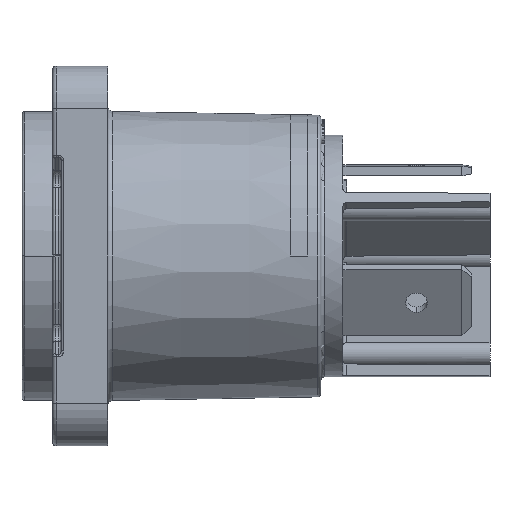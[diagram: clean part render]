
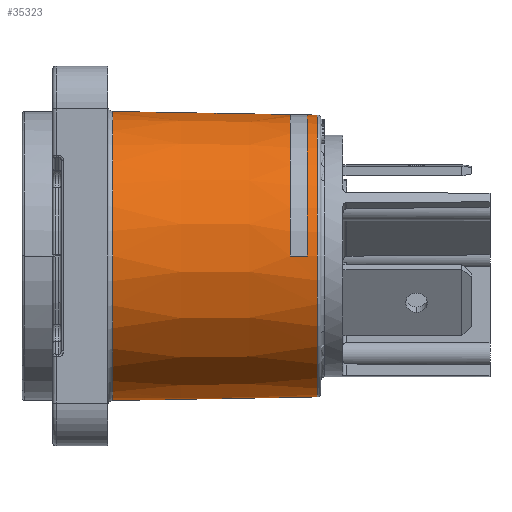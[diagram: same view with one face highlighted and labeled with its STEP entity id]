
A CAD part, left-side view. The second image highlights one B-rep face of the part: STEP entity #35323.
In plain terms, the highlighted conical face has half-angle 1 degrees and reference radius 11.647 mm.
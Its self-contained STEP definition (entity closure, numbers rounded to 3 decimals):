
#5986=CARTESIAN_POINT('',(0.,-17.105,0.));
#5987=DIRECTION('',(0.,1.,0.));
#5988=DIRECTION('',(0.,0.,-1.));
#5989=AXIS2_PLACEMENT_3D('',#5986,#5987,#5988);
#5991=CARTESIAN_POINT('',(0.,-14.9,0.));
#5992=DIRECTION('',(0.,1.,0.));
#5993=DIRECTION('',(1.,0.,0.));
#5994=AXIS2_PLACEMENT_3D('',#5991,#5992,#5993);
#5996=DIRECTION('',(0.,-1.,-0.017));
#5997=VECTOR('',#5996,14.509);
#5998=CARTESIAN_POINT('',(0.,-0.393,
11.793));
#5999=LINE('',#5998,#5997);
#6000=DIRECTION('',(0.017,-1.,0.));
#6001=VECTOR('',#6000,1.4);
#6002=CARTESIAN_POINT('',(-11.54,-14.9,0.));
#6003=LINE('',#6002,#6001);
#6004=CARTESIAN_POINT('',(0.,-16.3,0.));
#6005=DIRECTION('',(0.,1.,0.));
#6006=DIRECTION('',(-1.,0.,0.));
#6007=AXIS2_PLACEMENT_3D('',#6004,#6005,#6006);
#6009=DIRECTION('',(0.,-1.,-0.017));
#6010=VECTOR('',#6009,0.805);
#6011=CARTESIAN_POINT('',(0.,-16.3,
11.515));
#6012=LINE('',#6011,#6010);
#6013=CARTESIAN_POINT('',(0.,-14.9,0.));
#6014=DIRECTION('',(0.,1.,0.));
#6015=DIRECTION('',(-1.,0.,0.));
#6016=AXIS2_PLACEMENT_3D('',#6013,#6014,#6015);
#6018=DIRECTION('',(0.,-1.,0.017));
#6019=VECTOR('',#6018,14.509);
#6020=CARTESIAN_POINT('',(0.,-0.393,-11.793));
#6021=LINE('',#6020,#6019);
#6022=DIRECTION('',(-0.017,-1.,0.));
#6023=VECTOR('',#6022,1.4);
#6024=CARTESIAN_POINT('',(11.54,-14.9,0.));
#6025=LINE('',#6024,#6023);
#6026=CARTESIAN_POINT('',(0.,-16.3,0.));
#6027=DIRECTION('',(0.,1.,0.));
#6028=DIRECTION('',(1.,0.,0.));
#6029=AXIS2_PLACEMENT_3D('',#6026,#6027,#6028);
#6031=DIRECTION('',(0.,-1.,0.017));
#6032=VECTOR('',#6031,0.805);
#6033=CARTESIAN_POINT('',(0.,-16.3,-11.515));
#6034=LINE('',#6033,#6032);
#19195=CARTESIAN_POINT('',(0.,-0.393,0.));
#19196=DIRECTION('',(0.,-1.,0.));
#19197=DIRECTION('',(0.,0.,1.));
#19198=AXIS2_PLACEMENT_3D('',#19195,#19196,#19197);
#24005=CARTESIAN_POINT('',(0.,-0.393,
11.793));
#24007=VERTEX_POINT('',#24005);
#24009=CARTESIAN_POINT('',(0.,-0.393,-11.793));
#24011=VERTEX_POINT('',#24009);
#24013=CARTESIAN_POINT('',(-11.54,-14.9,0.));
#24014=CARTESIAN_POINT('',(0.,-14.9,
11.54));
#24015=VERTEX_POINT('',#24013);
#24016=VERTEX_POINT('',#24014);
#24017=CARTESIAN_POINT('',(0.,-14.9,-11.54));
#24018=VERTEX_POINT('',#24017);
#24019=CARTESIAN_POINT('',(11.54,-14.9,0.));
#24020=VERTEX_POINT('',#24019);
#24021=CARTESIAN_POINT('',(11.515,-16.3,0.));
#24022=VERTEX_POINT('',#24021);
#24023=CARTESIAN_POINT('',(0.,-16.3,-11.515));
#24024=VERTEX_POINT('',#24023);
#24025=CARTESIAN_POINT('',(0.,-17.105,
-11.501));
#24026=VERTEX_POINT('',#24025);
#24027=CARTESIAN_POINT('',(0.,-17.105,
11.501));
#24028=VERTEX_POINT('',#24027);
#24029=CARTESIAN_POINT('',(0.,-16.3,
11.515));
#24030=VERTEX_POINT('',#24029);
#24031=CARTESIAN_POINT('',(-11.515,-16.3,0.));
#24032=VERTEX_POINT('',#24031);
#35293=CARTESIAN_POINT('',(0.,-8.749,0.));
#35294=DIRECTION('',(0.,1.,0.));
#35295=DIRECTION('',(0.,0.,-1.));
#35296=AXIS2_PLACEMENT_3D('',#35293,#35294,#35295);
#35297=CONICAL_SURFACE('',#35296,11.647,1.);
#35299=ORIENTED_EDGE('',*,*,#35298,.T.);
#35301=ORIENTED_EDGE('',*,*,#35300,.F.);
#35303=ORIENTED_EDGE('',*,*,#35302,.F.);
#35305=ORIENTED_EDGE('',*,*,#35304,.T.);
#35307=ORIENTED_EDGE('',*,*,#35306,.F.);
#35309=ORIENTED_EDGE('',*,*,#35308,.T.);
#35311=ORIENTED_EDGE('',*,*,#35310,.T.);
#35313=ORIENTED_EDGE('',*,*,#35312,.T.);
#35314=ORIENTED_EDGE('',*,*,#35280,.F.);
#35316=ORIENTED_EDGE('',*,*,#35315,.F.);
#35318=ORIENTED_EDGE('',*,*,#35317,.F.);
#35320=ORIENTED_EDGE('',*,*,#35319,.F.);
#35321=EDGE_LOOP('',(#35299,#35301,#35303,#35305,#35307,#35309,#35311,#35313,
#35314,#35316,#35318,#35320));
#35322=FACE_OUTER_BOUND('',#35321,.F.);
#5990=CIRCLE('',#5989,11.501);
#5995=CIRCLE('',#5994,11.54);
#6008=CIRCLE('',#6007,11.515);
#6017=CIRCLE('',#6016,11.54);
#6030=CIRCLE('',#6029,11.515);
#19199=CIRCLE('',#19198,11.793);
#35280=EDGE_CURVE('',#24026,#24028,#5990,.T.);
#35298=EDGE_CURVE('',#24020,#24018,#5995,.T.);
#35300=EDGE_CURVE('',#24011,#24018,#6021,.T.);
#35302=EDGE_CURVE('',#24007,#24011,#19199,.T.);
#35304=EDGE_CURVE('',#24007,#24016,#5999,.T.);
#35306=EDGE_CURVE('',#24015,#24016,#6017,.T.);
#35308=EDGE_CURVE('',#24015,#24032,#6003,.T.);
#35310=EDGE_CURVE('',#24032,#24030,#6008,.T.);
#35312=EDGE_CURVE('',#24030,#24028,#6012,.T.);
#35315=EDGE_CURVE('',#24024,#24026,#6034,.T.);
#35317=EDGE_CURVE('',#24022,#24024,#6030,.T.);
#35319=EDGE_CURVE('',#24020,#24022,#6025,.T.);
#35323=ADVANCED_FACE('',(#35322),#35297,.T.);
